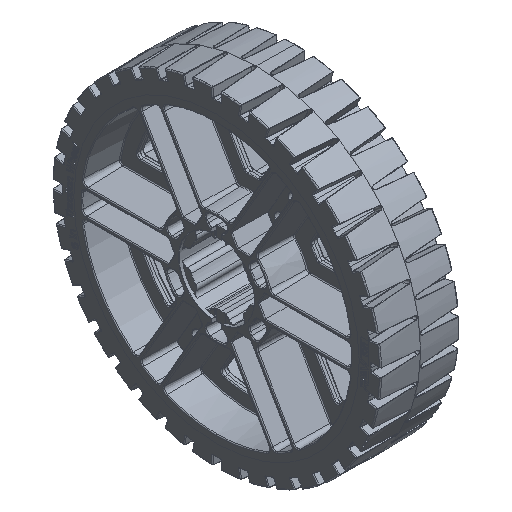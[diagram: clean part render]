
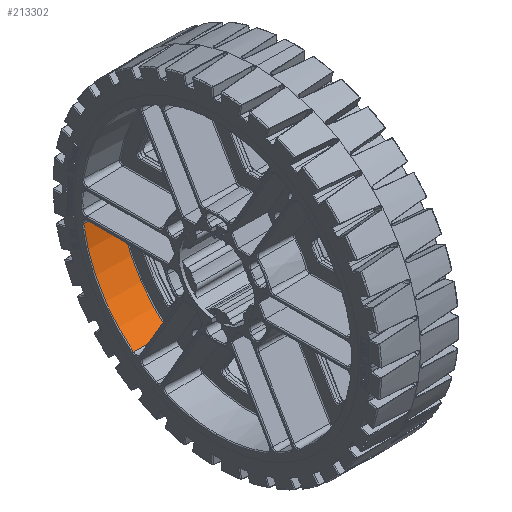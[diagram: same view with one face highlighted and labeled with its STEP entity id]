
A CAD part, isometric view. The second image highlights one B-rep face of the part: STEP entity #213302.
In plain terms, the highlighted conical face has half-angle 2 degrees and reference radius 61.913 mm.
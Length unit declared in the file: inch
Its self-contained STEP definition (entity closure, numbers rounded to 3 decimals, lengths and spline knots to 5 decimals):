
#14137 = DIRECTION ( 'NONE',  ( 0., 0., 1. ) ) ;
#16219 = CARTESIAN_POINT ( 'NONE',  ( -0.70367, 2.43361, -0.35863 ) ) ;
#16592 = EDGE_LOOP ( 'NONE', ( #222226, #75325, #168973, #21452 ) ) ;
#21452 = ORIENTED_EDGE ( 'NONE', *, *, #124589, .T. ) ;
#31371 = DIRECTION ( 'NONE',  ( -1., 0., 0. ) ) ;
#44710 = CIRCLE ( 'NONE', #154352, 2.43803 ) ;
#52293 = FACE_OUTER_BOUND ( 'NONE', #16592, .T. ) ;
#57599 = DIRECTION ( 'NONE',  ( 0., 0., -1. ) ) ;
#61351 = DIRECTION ( 'NONE',  ( 1., 0., 0. ) ) ;
#72596 = VERTEX_POINT ( 'NONE', #16219 ) ;
#75325 = ORIENTED_EDGE ( 'NONE', *, *, #76611, .T. ) ;
#76611 = EDGE_CURVE ( 'NONE', #196151, #162915, #44710, .T. ) ;
#88790 = LINE ( 'NONE', #166464, #94732 ) ;
#89974 = LINE ( 'NONE', #107836, #132312 ) ;
#94732 = VECTOR ( 'NONE', #184301, 39.37008 ) ;
#107836 = CARTESIAN_POINT ( 'NONE',  ( -0.0625, 1.51348, -1.9107 ) ) ;
#124589 = EDGE_CURVE ( 'NONE', #72596, #223537, #155307, .T. ) ;
#129302 = DIRECTION ( 'NONE',  ( 0., 0., -1. ) ) ;
#132312 = VECTOR ( 'NONE', #190458, 39.37008 ) ;
#150248 = DIRECTION ( 'NONE',  ( -1., 0., 0. ) ) ;
#152446 = CONICAL_SURFACE ( 'NONE', #184984, 2.4375, 0.035 ) ;
#154352 = AXIS2_PLACEMENT_3D ( 'NONE', #216618, #61351, #57599 ) ;
#155307 = CIRCLE ( 'NONE', #220387, 2.45989 ) ;
#162204 = EDGE_CURVE ( 'NONE', #162915, #72596, #88790, .T. ) ;
#162915 = VERTEX_POINT ( 'NONE', #204980 ) ;
#166464 = CARTESIAN_POINT ( 'NONE',  ( -0.0625, 2.41146, -0.35536 ) ) ;
#168591 = CARTESIAN_POINT ( 'NONE',  ( -0.70367, 1.52738, -1.92825 ) ) ;
#168973 = ORIENTED_EDGE ( 'NONE', *, *, #162204, .T. ) ;
#184301 = DIRECTION ( 'NONE',  ( -0.999, 0.035, -0.005 ) ) ;
#184984 = AXIS2_PLACEMENT_3D ( 'NONE', #229116, #150248, #14137 ) ;
#190458 = DIRECTION ( 'NONE',  ( 0.999, -0.022, 0.027 ) ) ;
#196151 = VERTEX_POINT ( 'NONE', #224121 ) ;
#204980 = CARTESIAN_POINT ( 'NONE',  ( -0.07758, 2.41198, -0.35544 ) ) ;
#205678 = CARTESIAN_POINT ( 'NONE',  ( -0.70367, 0., 0. ) ) ;
#213302 = ADVANCED_FACE ( 'NONE', ( #52293 ), #152446, .F. ) ;
#216618 = CARTESIAN_POINT ( 'NONE',  ( -0.07758, 0., 0. ) ) ;
#220387 = AXIS2_PLACEMENT_3D ( 'NONE', #205678, #31371, #129302 ) ;
#222226 = ORIENTED_EDGE ( 'NONE', *, *, #236117, .T. ) ;
#223537 = VERTEX_POINT ( 'NONE', #168591 ) ;
#224121 = CARTESIAN_POINT ( 'NONE',  ( -0.07758, 1.51381, -1.91111 ) ) ;
#229116 = CARTESIAN_POINT ( 'NONE',  ( -0.0625, 0., 0. ) ) ;
#236117 = EDGE_CURVE ( 'NONE', #223537, #196151, #89974, .T. ) ;
